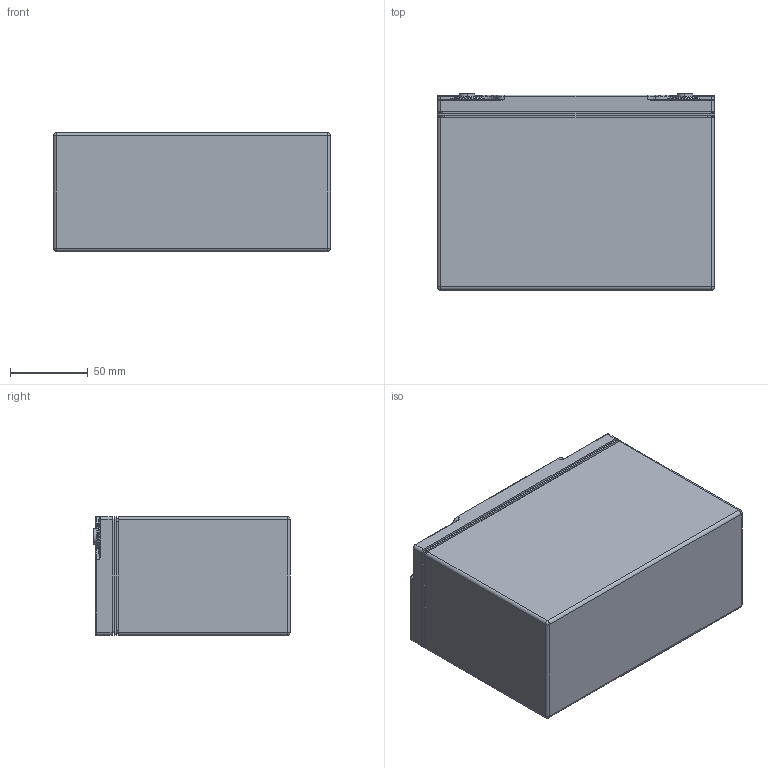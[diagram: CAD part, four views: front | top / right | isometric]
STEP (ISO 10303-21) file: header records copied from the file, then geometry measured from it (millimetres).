
FILE_DESCRIPTION (( 'STEP AP203' ), '1' );
FILE_NAME ('battery.STEP', '2023-04-13T10:14:36', ( '' ), ( '' ), 'SwSTEP 2.0', 'SolidWorks 2023', '' );
FILE_SCHEMA (( 'CONFIG_CONTROL_DESIGN' ));
Length unit declared in the file: millimetre
Products named in the file (1): battery
Bounding box: 177.8 x 126 x 76.2 mm (x, y, z)
Volume: 1060692.7 mm3; surface area: 356197.1 mm2
Topology: 7 solids, 7 shells, 199 faces, 484 edges, 294 vertices
Faces by surface type: plane 81, cylinder 78, torus 28, sphere 4, cone 4, bspline 4
Entity records: 5949 total; most frequent: CARTESIAN_POINT 1132, DIRECTION 1052, ORIENTED_EDGE 944, EDGE_CURVE 472, AXIS2_PLACEMENT_3D 392, VERTEX_POINT 294, VECTOR 268, LINE 268
